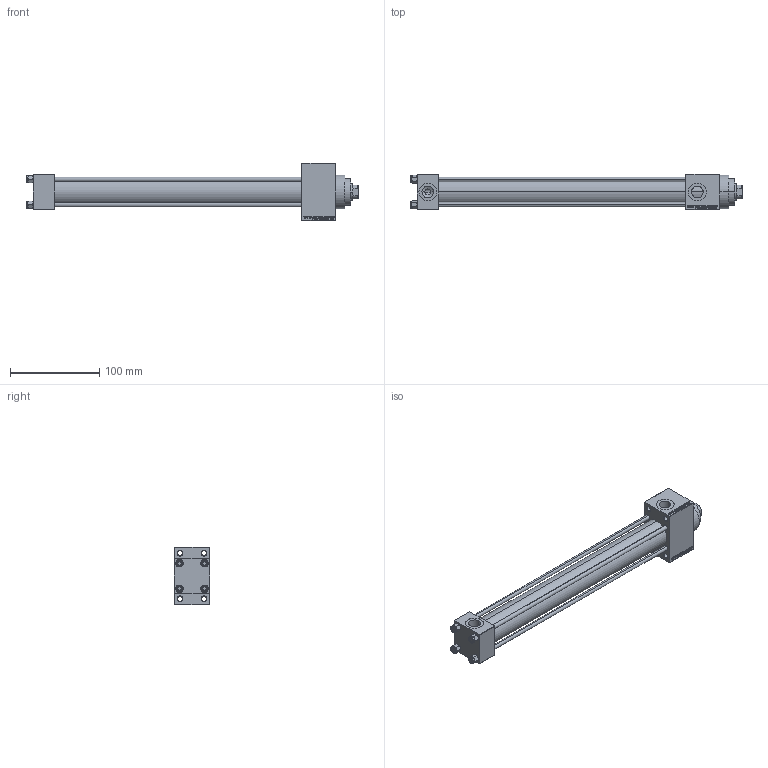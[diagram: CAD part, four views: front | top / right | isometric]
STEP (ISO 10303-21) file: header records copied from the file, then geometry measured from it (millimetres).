
FILE_DESCRIPTION (( 'STEP AP203' ), '1' );
FILE_NAME ('18d5.STEP', '2022-04-14T14:26:19', ( '' ), ( '' ), 'SwSTEP 2.0', 'SolidWorks 2019', '' );
FILE_SCHEMA (( 'CONFIG_CONTROL_DESIGN' ));
Length unit declared in the file: millimetre
Products named in the file (6): V215_VC_A 1b47b81fe745d1252f34c2b4ecd5f04c; V215CR_VCP_D 1b47b81fe745d1252f34c2b4ecd5f04c; V215CR_D_Body 1b47b81fe745d1252f34c2b4ecd5f04c; 18d5; NUT_M5_D 1b47b81fe745d1252f34c2b4ecd5f04c; V215CR_D_TYCINKA 1b47b81fe745d1252f34c2b4ecd5f04c
Assembly tree (11 placements, depth 2):
  18d5
    V215CR_D_Body 1b47b81fe745d1252f34c2b4ecd5f04c
    V215CR_VCP_D 1b47b81fe745d1252f34c2b4ecd5f04c
    NUT_M5_D 1b47b81fe745d1252f34c2b4ecd5f04c  x4
    V215CR_D_TYCINKA 1b47b81fe745d1252f34c2b4ecd5f04c  x4
    V215_VC_A 1b47b81fe745d1252f34c2b4ecd5f04c
Bounding box: 372 x 40 x 64 mm (x, y, z)
Volume: 316409.5 mm3; surface area: 132550.8 mm2
Topology: 11 solids, 11 shells, 1101 faces, 2744 edges, 1775 vertices
Faces by surface type: plane 495, bspline 368, cone 144, cylinder 86, torus 8
Entity records: 47110 total; most frequent: CARTESIAN_POINT 25035, ORIENTED_EDGE 4980, DIRECTION 3178, EDGE_CURVE 2490, VERTEX_POINT 1631, LINE 1502, VECTOR 1502, EDGE_LOOP 1111
